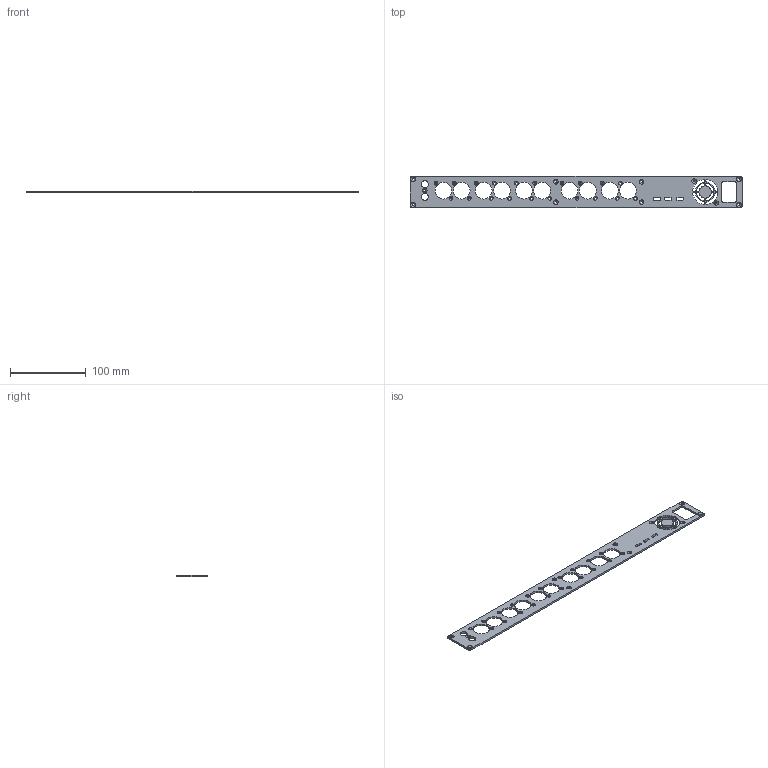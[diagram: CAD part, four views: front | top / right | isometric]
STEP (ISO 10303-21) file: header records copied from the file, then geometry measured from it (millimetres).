
FILE_DESCRIPTION(('Open CASCADE Model'),'2;1');
FILE_NAME('Open CASCADE Shape Model','2021-06-15T18:12:09',('Author'),( 'Open CASCADE'),'Open CASCADE STEP processor 7.2','Open CASCADE 7.2' ,'Unknown');
FILE_SCHEMA(('AUTOMOTIVE_DESIGN { 1 0 10303 214 1 1 1 1 }'));
Length unit declared in the file: millimetre
Products named in the file (1): Open CASCADE STEP translator 7.2 2
Bounding box: 437 x 42 x 2.5 mm (x, y, z)
Volume: 32271.5 mm3; surface area: 32276.8 mm2
Topology: 1 solids, 1 shells, 331 faces, 832 edges, 534 vertices
Faces by surface type: cylinder 216, cone 62, plane 53
Entity records: 21470 total; most frequent: CARTESIAN_POINT 4374, DIRECTION 3382, ORIENTED_EDGE 1664, PCURVE 1664, DEFINITIONAL_REPRESENTATION 1664, LINE 1446, VECTOR 1446, EDGE_CURVE 832
